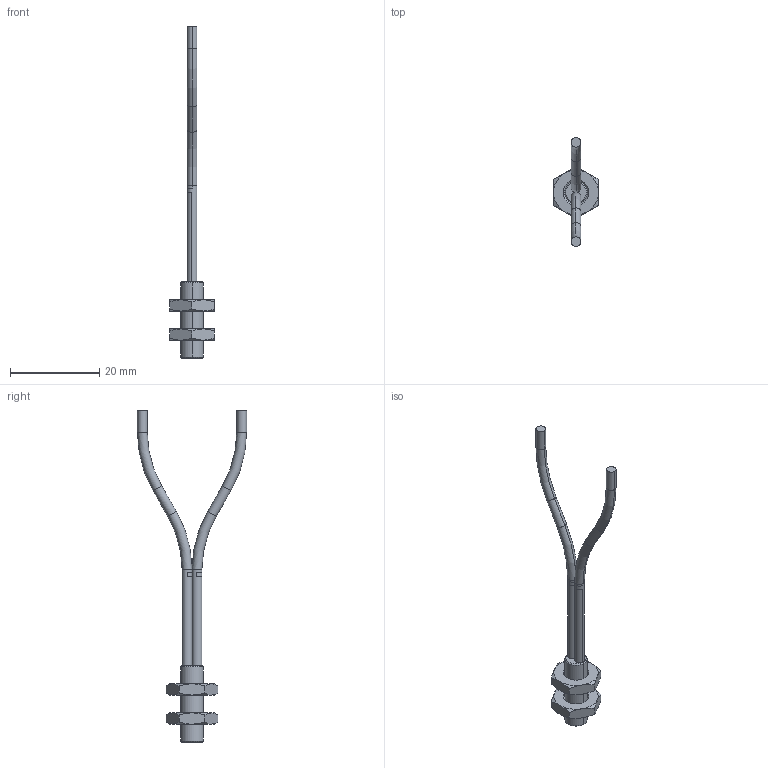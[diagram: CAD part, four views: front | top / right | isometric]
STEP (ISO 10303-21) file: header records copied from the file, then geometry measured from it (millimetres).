
FILE_DESCRIPTION((''),'2;1');
FILE_NAME('CAD2360_SW0001','2016-08-19T',('cmozuch'),(''),'PRO/ENGINEER BY PARAMETRIC TECHNOLOGY CORPORATION, 2015440','PRO/ENGINEER BY PARAMETRIC TECHNOLOGY CORPORATION, 2015440','');
FILE_SCHEMA(('CONFIG_CONTROL_DESIGN'));
Length unit declared in the file: millimetre
Products named in the file (1): CAD2360_SW0001
Bounding box: 10 x 24.41 x 74.22 mm (x, y, z)
Volume: 1108.6 mm3; surface area: 1506.5 mm2
Topology: 1 solids, 1 shells, 133 faces, 304 edges, 196 vertices
Faces by surface type: cylinder 52, plane 37, cone 36, torus 8
Entity records: 5123 total; most frequent: CARTESIAN_POINT 1039, DIRECTION 694, ORIENTED_EDGE 608, AXIS2_PLACEMENT_3D 305, EDGE_CURVE 304, VERTEX_POINT 196, CIRCLE 172, EDGE_LOOP 156
